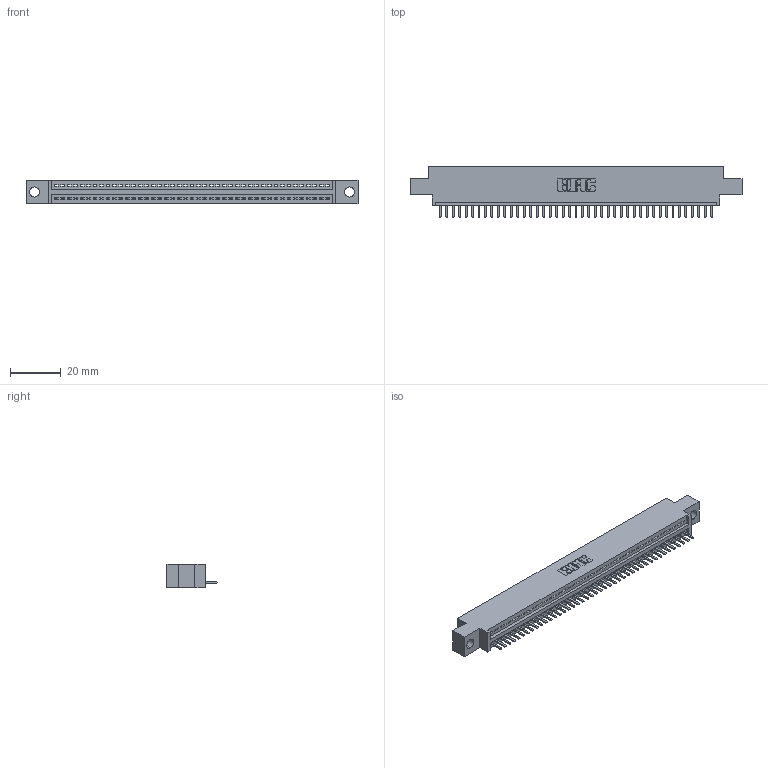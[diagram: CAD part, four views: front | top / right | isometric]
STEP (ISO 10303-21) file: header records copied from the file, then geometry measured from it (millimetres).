
FILE_DESCRIPTION (( 'STEP AP203' ), '1' );
FILE_NAME ('395-043-520-604.STEP', '2018-11-15T14:17:55', ( '' ), ( '' ), 'SwSTEP 2.0', 'SolidWorks 2016', '' );
FILE_SCHEMA (( 'CONFIG_CONTROL_DESIGN' ));
Length unit declared in the file: inch
Products named in the file (3): 395-043-520-604; 345-292-001_345-293-120; 345 Part_0.170 Offset - 0.156 Dia-TH
Assembly tree (44 placements, depth 2):
  395-043-520-604
    345 Part_0.170 Offset - 0.156 Dia-TH
    345-292-001_345-293-120  x43
Bounding box: 130.43 x 19.68 x 9.4 mm (x, y, z)
Volume: 12071.5 mm3; surface area: 15586.2 mm2
Topology: 44 solids, 44 shells, 2796 faces, 8265 edges, 5394 vertices
Faces by surface type: plane 1890, cylinder 906
Entity records: 32477 total; most frequent: CARTESIAN_POINT 5645, ORIENTED_EDGE 5610, DIRECTION 4915, EDGE_CURVE 2805, VECTOR 2497, LINE 2497, VERTEX_POINT 1866, AXIS2_PLACEMENT_3D 1209
